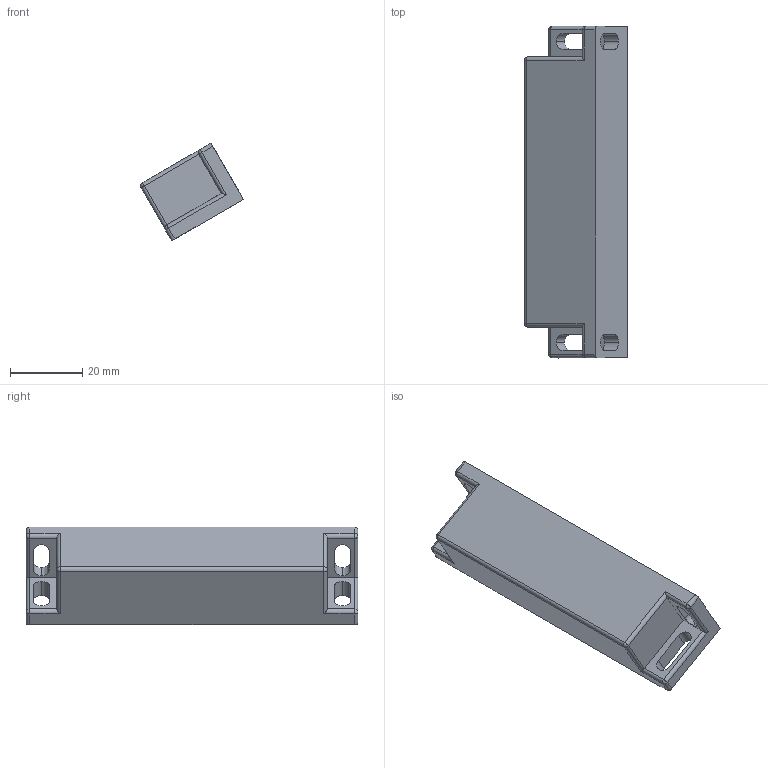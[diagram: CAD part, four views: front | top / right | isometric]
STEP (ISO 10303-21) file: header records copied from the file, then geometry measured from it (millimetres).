
FILE_DESCRIPTION (( 'STEP AP214' ), '1' );
FILE_NAME ('SS-R Actuator STEP 214.STEP', '2010-02-26T12:17:36', ( ' ' ), ( ' ' ), 'SwSTEP 2.0', 'SolidWorks 2004231', '' );
FILE_SCHEMA (( 'AUTOMOTIVE_DESIGN' ));
Length unit declared in the file: millimetre
Products named in the file (2): Act dims; SS-R Actuator STEP 214
Assembly tree (1 placements, depth 2):
  SS-R Actuator STEP 214
    Act dims
Bounding box: 28.55 x 92 x 27.09 mm (x, y, z)
Volume: 32935.4 mm3; surface area: 8394.7 mm2
Topology: 1 solids, 1 shells, 67 faces, 177 edges, 106 vertices
Faces by surface type: cylinder 33, plane 28, sphere 6
Entity records: 2078 total; most frequent: CARTESIAN_POINT 366, DIRECTION 361, ORIENTED_EDGE 342, EDGE_CURVE 171, AXIS2_PLACEMENT_3D 125, LINE 111, VECTOR 111, VERTEX_POINT 106
